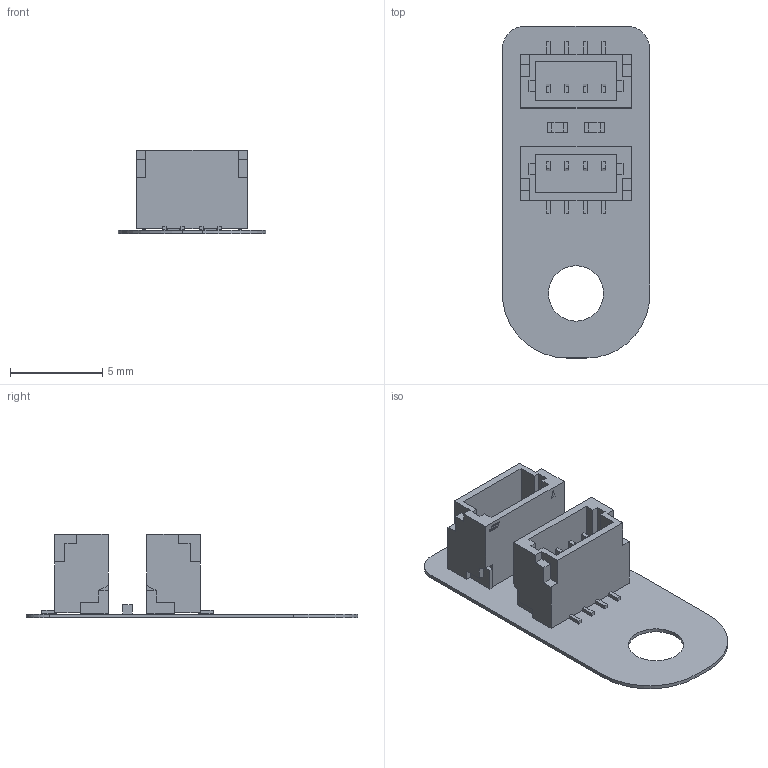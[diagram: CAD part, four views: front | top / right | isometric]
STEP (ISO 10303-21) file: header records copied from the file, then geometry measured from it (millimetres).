
FILE_DESCRIPTION(('Open CASCADE Model'),'2;1');
FILE_NAME('Open CASCADE Shape Model','2025-05-28T07:45:38',('Author'),( 'Open CASCADE'),'Open CASCADE STEP processor 7.5','Open CASCADE 7.5' ,'Unknown');
FILE_SCHEMA(('AUTOMOTIVE_DESIGN { 1 0 10303 214 1 1 1 1 }'));
Length unit declared in the file: millimetre
Products named in the file (16): PCB; Board; Open CASCADE STEP translator 7.5 1.1.1; R2; 5988751456; Extruded; 5988751216; R1; J1; Conn_JST_BM04B-SRSS-TBT_LF_SN_eec; BNody; Pins; New Marking; JST Logo; J2
Assembly tree (20 placements, depth 4):
  PCB
    Board
      Open CASCADE STEP translator 7.5 1.1.1
    R2
      5988751456  x2
        Extruded
      5988751216
        Extruded
    R1
      5988751456  x2
        Extruded
      5988751216
        Extruded
    J1
      Conn_JST_BM04B-SRSS-TBT_LF_SN_eec
        BNody
        Pins
        New Marking
        JST Logo
    J2
      Conn_JST_BM04B-SRSS-TBT_LF_SN_eec
        BNody
        Pins
        New Marking
        JST Logo
Bounding box: 8 x 18 x 4.52 mm (x, y, z)
Volume: 113.9 mm3; surface area: 630.4 mm2
Topology: 37 solids, 37 shells, 389 faces, 935 edges, 622 vertices
Faces by surface type: plane 322, bspline 62, cylinder 5
Full cylindrical faces by diameter (mm): 3 x1
Entity records: 6170 total; most frequent: CARTESIAN_POINT 1405, ORIENTED_EDGE 938, DIRECTION 783, EDGE_CURVE 469, LINE 395, VECTOR 395, VERTEX_POINT 312, FACE_BOUND 197
